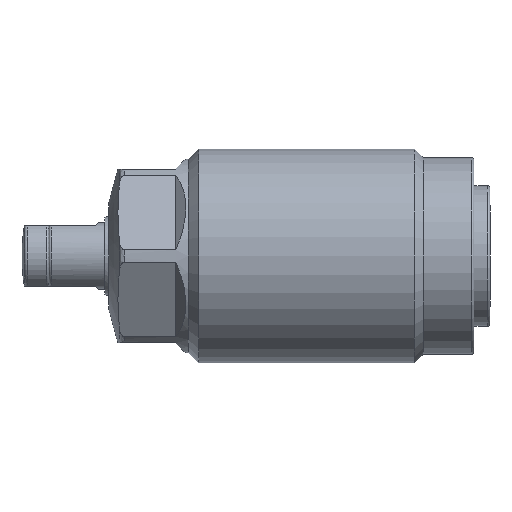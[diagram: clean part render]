
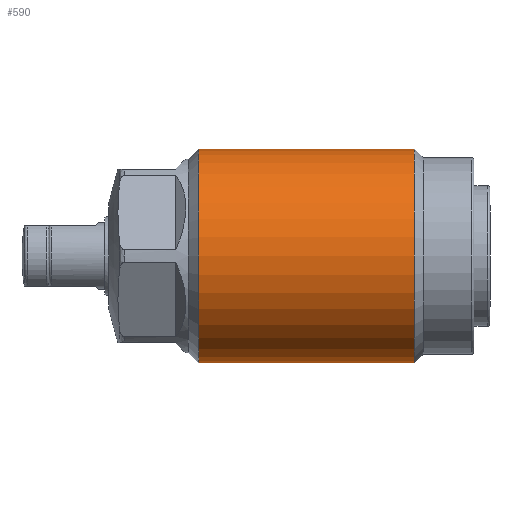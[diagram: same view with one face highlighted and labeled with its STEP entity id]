
A CAD part, left-side view. The second image highlights one B-rep face of the part: STEP entity #590.
In plain terms, the highlighted cylindrical face has radius 8 mm (diameter 16 mm), a partial arc.
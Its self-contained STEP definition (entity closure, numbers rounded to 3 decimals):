
#295=CYLINDRICAL_SURFACE('',#2702,8.);
#340=LINE('',#3907,#440);
#341=LINE('',#3908,#441);
#440=VECTOR('',#3041,1.);
#441=VECTOR('',#3042,1.);
#590=ADVANCED_FACE('',(#796),#295,.T.);
#796=FACE_OUTER_BOUND('',#951,.T.);
#951=EDGE_LOOP('',(#1355,#1356,#1357,#1358));
#1355=ORIENTED_EDGE('',*,*,#2034,.F.);
#1356=ORIENTED_EDGE('',*,*,#2141,.T.);
#1357=ORIENTED_EDGE('',*,*,#2035,.T.);
#1358=ORIENTED_EDGE('',*,*,#2142,.F.);
#1807=VERTEX_POINT('',#3899);
#1808=VERTEX_POINT('',#3901);
#1809=VERTEX_POINT('',#3905);
#1810=VERTEX_POINT('',#3906);
#2034=EDGE_CURVE('',#1810,#1808,#340,.T.);
#2035=EDGE_CURVE('',#1809,#1807,#341,.T.);
#2141=EDGE_CURVE('',#1810,#1809,#2421,.T.);
#2142=EDGE_CURVE('',#1808,#1807,#2422,.T.);
#2421=CIRCLE('',#2699,8.);
#2422=CIRCLE('',#2701,8.);
#2699=AXIS2_PLACEMENT_3D('',#4291,#3317,#3318);
#2701=AXIS2_PLACEMENT_3D('',#4293,#3321,#3322);
#2702=AXIS2_PLACEMENT_3D('',#4294,#3323,#3324);
#3041=DIRECTION('',(0.,1.,0.));
#3042=DIRECTION('',(0.,1.,0.));
#3317=DIRECTION('',(0.,1.,0.));
#3318=DIRECTION('',(0.,0.,1.));
#3321=DIRECTION('',(0.,1.,0.));
#3322=DIRECTION('',(0.,0.,1.));
#3323=DIRECTION('',(0.,1.,0.));
#3324=DIRECTION('',(0.,0.,-1.));
#3899=CARTESIAN_POINT('',(0.,22.3,8.));
#3901=CARTESIAN_POINT('',(0.,22.3,-8.));
#3905=CARTESIAN_POINT('',(0.,6.15,8.));
#3906=CARTESIAN_POINT('',(0.,6.15,-8.));
#3907=CARTESIAN_POINT('',(0.,39.75,-8.));
#3908=CARTESIAN_POINT('',(0.,39.75,8.));
#4291=CARTESIAN_POINT('',(0.,6.15,0.));
#4293=CARTESIAN_POINT('',(0.,22.3,0.));
#4294=CARTESIAN_POINT('',(0.,39.75,0.));
